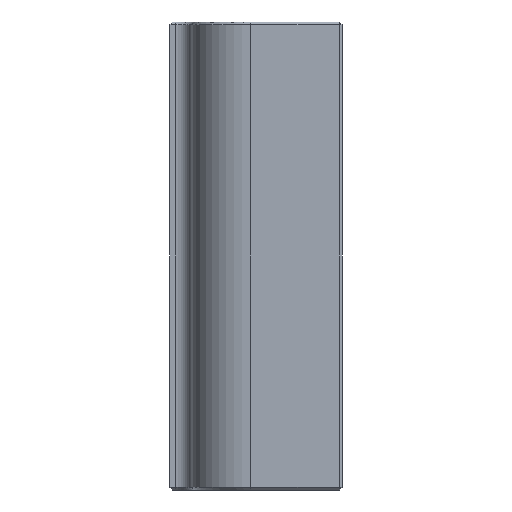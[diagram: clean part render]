
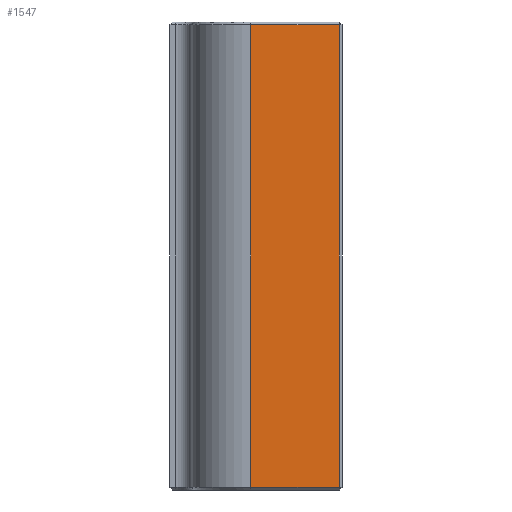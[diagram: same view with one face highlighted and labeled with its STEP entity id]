
A CAD part, front view. The second image highlights one B-rep face of the part: STEP entity #1547.
In plain terms, the highlighted planar face has unit normal (0, -1, 0).
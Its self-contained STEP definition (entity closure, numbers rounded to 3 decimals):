
#321 = VERTEX_POINT('',#322);
#322 = CARTESIAN_POINT('',(14.991,0.,0.5));
#342 = ( BOUNDED_SURFACE() B_SPLINE_SURFACE(2,2,(
    (#343,#344,#345,#346,#347)
    ,(#348,#349,#350,#351,#352)
    ,(#353,#354,#355,#356,#357
)),.UNSPECIFIED.,.F.,.F.,.F.) B_SPLINE_SURFACE_WITH_KNOTS((3,3),(3,1,1,3
    ),(0.,87.),(-5.324,0.,87.,92.324),.UNSPECIFIED.) 
GEOMETRIC_REPRESENTATION_ITEM() RATIONAL_B_SPLINE_SURFACE((
    (1.,1.,1.,1.,1.)
    ,(0.72,0.72,0.72,0.72
      ,0.72)
,(1.,1.,1.,1.,1.))) REPRESENTATION_ITEM('') SURFACE() );
#343 = CARTESIAN_POINT('',(3.998,10.607,92.324));
#344 = CARTESIAN_POINT('',(3.998,10.607,89.662));
#345 = CARTESIAN_POINT('',(3.998,10.607,43.5));
#346 = CARTESIAN_POINT('',(3.998,10.607,-2.662));
#347 = CARTESIAN_POINT('',(3.998,10.607,-5.324));
#348 = CARTESIAN_POINT('',(4.377,0.,92.324));
#349 = CARTESIAN_POINT('',(4.377,0.,89.662));
#350 = CARTESIAN_POINT('',(4.377,0.,43.5));
#351 = CARTESIAN_POINT('',(4.377,0.,-2.662));
#352 = CARTESIAN_POINT('',(4.377,0.,-5.324));
#353 = CARTESIAN_POINT('',(14.991,0.,92.324));
#354 = CARTESIAN_POINT('',(14.991,0.,89.662));
#355 = CARTESIAN_POINT('',(14.991,0.,43.5));
#356 = CARTESIAN_POINT('',(14.991,0.,-2.662));
#357 = CARTESIAN_POINT('',(14.991,0.,-5.324));
#386 = PLANE('',#387);
#387 = AXIS2_PLACEMENT_3D('',#388,#389,#390);
#388 = CARTESIAN_POINT('',(14.991,0.25,0.25));
#389 = DIRECTION('',(0.,-0.707,-0.707));
#390 = DIRECTION('',(1.,0.,0.));
#458 = VERTEX_POINT('',#459);
#459 = CARTESIAN_POINT('',(31.5,0.,0.5));
#485 = EDGE_CURVE('',#321,#458,#486,.T.);
#486 = SURFACE_CURVE('',#487,(#491,#498),.PCURVE_S1.);
#487 = LINE('',#488,#489);
#488 = CARTESIAN_POINT('',(14.991,0.,0.5));
#489 = VECTOR('',#490,1.);
#490 = DIRECTION('',(1.,0.,0.));
#491 = PCURVE('',#386,#492);
#492 = DEFINITIONAL_REPRESENTATION('',(#493),#497);
#493 = LINE('',#494,#495);
#494 = CARTESIAN_POINT('',(0.,0.354));
#495 = VECTOR('',#496,1.);
#496 = DIRECTION('',(1.,0.));
#497 = ( GEOMETRIC_REPRESENTATION_CONTEXT(2) 
PARAMETRIC_REPRESENTATION_CONTEXT() REPRESENTATION_CONTEXT('2D SPACE',''
  ) );
#498 = PCURVE('',#499,#504);
#499 = PLANE('',#500);
#500 = AXIS2_PLACEMENT_3D('',#501,#502,#503);
#501 = CARTESIAN_POINT('',(0.,0.,0.));
#502 = DIRECTION('',(0.,1.,0.));
#503 = DIRECTION('',(1.,0.,0.));
#504 = DEFINITIONAL_REPRESENTATION('',(#505),#509);
#505 = LINE('',#506,#507);
#506 = CARTESIAN_POINT('',(14.991,-0.5));
#507 = VECTOR('',#508,1.);
#508 = DIRECTION('',(1.,0.));
#509 = ( GEOMETRIC_REPRESENTATION_CONTEXT(2) 
PARAMETRIC_REPRESENTATION_CONTEXT() REPRESENTATION_CONTEXT('2D SPACE',''
  ) );
#1189 = VERTEX_POINT('',#1190);
#1190 = CARTESIAN_POINT('',(14.991,0.,86.5));
#1243 = EDGE_CURVE('',#1189,#321,#1244,.T.);
#1244 = SURFACE_CURVE('',#1245,(#1251,#1258),.PCURVE_S1.);
#1245 = B_SPLINE_CURVE_WITH_KNOTS('',2,(#1246,#1247,#1248,#1249,#1250),
  .UNSPECIFIED.,.F.,.F.,(3,1,1,3),(-5.324,0.,87.,92.324),
  .UNSPECIFIED.);
#1246 = CARTESIAN_POINT('',(14.991,0.,92.324));
#1247 = CARTESIAN_POINT('',(14.991,0.,89.662));
#1248 = CARTESIAN_POINT('',(14.991,0.,43.5));
#1249 = CARTESIAN_POINT('',(14.991,0.,-2.662));
#1250 = CARTESIAN_POINT('',(14.991,0.,-5.324));
#1251 = PCURVE('',#342,#1252);
#1252 = DEFINITIONAL_REPRESENTATION('',(#1253),#1257);
#1253 = LINE('',#1254,#1255);
#1254 = CARTESIAN_POINT('',(87.,0.));
#1255 = VECTOR('',#1256,1.);
#1256 = DIRECTION('',(0.,1.));
#1257 = ( GEOMETRIC_REPRESENTATION_CONTEXT(2) 
PARAMETRIC_REPRESENTATION_CONTEXT() REPRESENTATION_CONTEXT('2D SPACE',''
  ) );
#1258 = PCURVE('',#499,#1259);
#1259 = DEFINITIONAL_REPRESENTATION('',(#1260),#1263);
#1260 = B_SPLINE_CURVE_WITH_KNOTS('',1,(#1261,#1262),.UNSPECIFIED.,.F.,
  .F.,(2,2),(0.,87.),.PIECEWISE_BEZIER_KNOTS.);
#1261 = CARTESIAN_POINT('',(14.991,-87.));
#1262 = CARTESIAN_POINT('',(14.991,0.));
#1263 = ( GEOMETRIC_REPRESENTATION_CONTEXT(2) 
PARAMETRIC_REPRESENTATION_CONTEXT() REPRESENTATION_CONTEXT('2D SPACE',''
  ) );
#1283 = PLANE('',#1284);
#1284 = AXIS2_PLACEMENT_3D('',#1285,#1286,#1287);
#1285 = CARTESIAN_POINT('',(31.75,0.25,0.));
#1286 = DIRECTION('',(0.707,-0.707,0.));
#1287 = DIRECTION('',(-0.,-0.,-1.));
#1547 = ADVANCED_FACE('',(#1548),#499,.F.);
#1548 = FACE_BOUND('',#1549,.F.);
#1549 = EDGE_LOOP('',(#1550,#1551,#1579,#1600));
#1550 = ORIENTED_EDGE('',*,*,#1243,.F.);
#1551 = ORIENTED_EDGE('',*,*,#1552,.T.);
#1552 = EDGE_CURVE('',#1189,#1553,#1555,.T.);
#1553 = VERTEX_POINT('',#1554);
#1554 = CARTESIAN_POINT('',(31.5,0.,86.5));
#1555 = SURFACE_CURVE('',#1556,(#1560,#1567),.PCURVE_S1.);
#1556 = LINE('',#1557,#1558);
#1557 = CARTESIAN_POINT('',(14.991,0.,86.5));
#1558 = VECTOR('',#1559,1.);
#1559 = DIRECTION('',(1.,0.,0.));
#1560 = PCURVE('',#499,#1561);
#1561 = DEFINITIONAL_REPRESENTATION('',(#1562),#1566);
#1562 = LINE('',#1563,#1564);
#1563 = CARTESIAN_POINT('',(14.991,-86.5));
#1564 = VECTOR('',#1565,1.);
#1565 = DIRECTION('',(1.,0.));
#1566 = ( GEOMETRIC_REPRESENTATION_CONTEXT(2) 
PARAMETRIC_REPRESENTATION_CONTEXT() REPRESENTATION_CONTEXT('2D SPACE',''
  ) );
#1567 = PCURVE('',#1568,#1573);
#1568 = PLANE('',#1569);
#1569 = AXIS2_PLACEMENT_3D('',#1570,#1571,#1572);
#1570 = CARTESIAN_POINT('',(14.991,0.25,86.75));
#1571 = DIRECTION('',(0.,0.707,-0.707));
#1572 = DIRECTION('',(-1.,-0.,-0.));
#1573 = DEFINITIONAL_REPRESENTATION('',(#1574),#1578);
#1574 = LINE('',#1575,#1576);
#1575 = CARTESIAN_POINT('',(-0.,-0.354));
#1576 = VECTOR('',#1577,1.);
#1577 = DIRECTION('',(-1.,0.));
#1578 = ( GEOMETRIC_REPRESENTATION_CONTEXT(2) 
PARAMETRIC_REPRESENTATION_CONTEXT() REPRESENTATION_CONTEXT('2D SPACE',''
  ) );
#1579 = ORIENTED_EDGE('',*,*,#1580,.F.);
#1580 = EDGE_CURVE('',#458,#1553,#1581,.T.);
#1581 = SURFACE_CURVE('',#1582,(#1586,#1593),.PCURVE_S1.);
#1582 = LINE('',#1583,#1584);
#1583 = CARTESIAN_POINT('',(31.5,0.,0.));
#1584 = VECTOR('',#1585,1.);
#1585 = DIRECTION('',(0.,0.,1.));
#1586 = PCURVE('',#499,#1587);
#1587 = DEFINITIONAL_REPRESENTATION('',(#1588),#1592);
#1588 = LINE('',#1589,#1590);
#1589 = CARTESIAN_POINT('',(31.5,0.));
#1590 = VECTOR('',#1591,1.);
#1591 = DIRECTION('',(0.,-1.));
#1592 = ( GEOMETRIC_REPRESENTATION_CONTEXT(2) 
PARAMETRIC_REPRESENTATION_CONTEXT() REPRESENTATION_CONTEXT('2D SPACE',''
  ) );
#1593 = PCURVE('',#1283,#1594);
#1594 = DEFINITIONAL_REPRESENTATION('',(#1595),#1599);
#1595 = LINE('',#1596,#1597);
#1596 = CARTESIAN_POINT('',(-0.,-0.354));
#1597 = VECTOR('',#1598,1.);
#1598 = DIRECTION('',(-1.,0.));
#1599 = ( GEOMETRIC_REPRESENTATION_CONTEXT(2) 
PARAMETRIC_REPRESENTATION_CONTEXT() REPRESENTATION_CONTEXT('2D SPACE',''
  ) );
#1600 = ORIENTED_EDGE('',*,*,#485,.F.);
